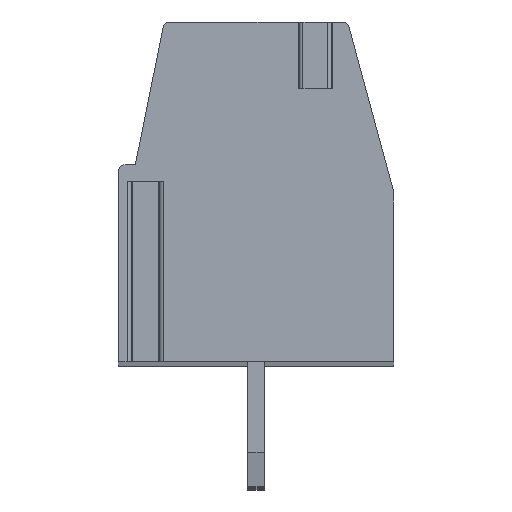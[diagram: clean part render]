
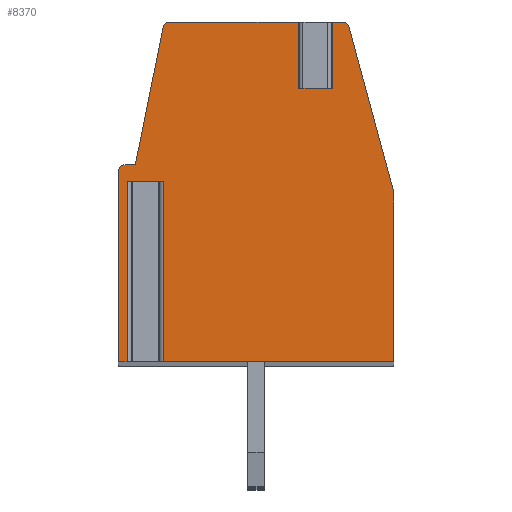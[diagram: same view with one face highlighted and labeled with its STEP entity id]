
A CAD part, top view. The second image highlights one B-rep face of the part: STEP entity #8370.
In plain terms, the highlighted planar face has unit normal (0, 0, 1).
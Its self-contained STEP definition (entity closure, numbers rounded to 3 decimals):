
#13=DIRECTION('',(-1.,0.,0.));
#14=VECTOR('',#13,1.07);
#15=CARTESIAN_POINT('',(-2.72,0.3,68.58));
#16=LINE('',#15,#14);
#17=DIRECTION('',(0.,-1.,0.));
#18=VECTOR('',#17,5.3);
#19=CARTESIAN_POINT('',(-3.79,0.3,68.58));
#20=LINE('',#19,#18);
#21=DIRECTION('',(1.,0.,0.));
#22=VECTOR('',#21,0.26);
#23=CARTESIAN_POINT('',(-4.05,-5.,68.58));
#24=LINE('',#23,#22);
#25=DIRECTION('',(0.,-1.,0.));
#26=VECTOR('',#25,5.6);
#27=CARTESIAN_POINT('',(-4.05,0.6,68.58));
#28=LINE('',#27,#26);
#29=CARTESIAN_POINT('',(-3.85,0.6,68.58));
#30=DIRECTION('',(0.,0.,1.));
#31=DIRECTION('',(0.,1.,0.));
#32=AXIS2_PLACEMENT_3D('',#29,#30,#31);
#34=DIRECTION('',(-1.,0.,0.));
#35=VECTOR('',#34,0.3);
#36=CARTESIAN_POINT('',(-3.55,0.8,68.58));
#37=LINE('',#36,#35);
#38=DIRECTION('',(-0.198,-0.98,0.));
#39=VECTOR('',#38,4.122);
#40=CARTESIAN_POINT('',(-2.732,4.84,68.58));
#41=LINE('',#40,#39);
#42=CARTESIAN_POINT('',(-2.536,4.8,68.58));
#43=DIRECTION('',(0.,0.,1.));
#44=DIRECTION('',(0.,1.,0.));
#45=AXIS2_PLACEMENT_3D('',#42,#43,#44);
#47=DIRECTION('',(-1.,0.,0.));
#48=VECTOR('',#47,3.981);
#49=CARTESIAN_POINT('',(1.445,5.,68.58));
#50=LINE('',#49,#48);
#51=DIRECTION('',(0.,-1.,0.));
#52=VECTOR('',#51,1.95);
#53=CARTESIAN_POINT('',(1.445,5.,68.58));
#54=LINE('',#53,#52);
#55=DIRECTION('',(-1.,0.,0.));
#56=VECTOR('',#55,0.6);
#57=CARTESIAN_POINT('',(2.045,3.05,68.58));
#58=LINE('',#57,#56);
#59=DIRECTION('',(0.,-1.,0.));
#60=VECTOR('',#59,1.95);
#61=CARTESIAN_POINT('',(2.045,5.,68.58));
#62=LINE('',#61,#60);
#63=DIRECTION('',(-1.,0.,0.));
#64=VECTOR('',#63,0.502);
#65=CARTESIAN_POINT('',(2.547,5.,68.58));
#66=LINE('',#65,#64);
#67=CARTESIAN_POINT('',(2.547,4.8,68.58));
#68=DIRECTION('',(0.,0.,1.));
#69=DIRECTION('',(0.965,0.261,0.));
#70=AXIS2_PLACEMENT_3D('',#67,#68,#69);
#72=DIRECTION('',(-0.261,0.965,0.));
#73=VECTOR('',#72,5.026);
#74=CARTESIAN_POINT('',(4.05,0.,68.58));
#75=LINE('',#74,#73);
#76=DIRECTION('',(0.,1.,0.));
#77=VECTOR('',#76,5.);
#78=CARTESIAN_POINT('',(4.05,-5.,68.58));
#79=LINE('',#78,#77);
#80=DIRECTION('',(1.,0.,0.));
#81=VECTOR('',#80,6.77);
#82=CARTESIAN_POINT('',(-2.72,-5.,68.58));
#83=LINE('',#82,#81);
#84=DIRECTION('',(0.,-1.,0.));
#85=VECTOR('',#84,5.3);
#86=CARTESIAN_POINT('',(-2.72,0.3,68.58));
#87=LINE('',#86,#85);
#6527=CARTESIAN_POINT('',(4.05,0.,68.58));
#6528=CARTESIAN_POINT('',(2.74,4.852,68.58));
#6529=VERTEX_POINT('',#6527);
#6530=VERTEX_POINT('',#6528);
#6531=CARTESIAN_POINT('',(2.547,5.,68.58));
#6532=VERTEX_POINT('',#6531);
#6533=CARTESIAN_POINT('',(-2.536,5.,68.58));
#6534=CARTESIAN_POINT('',(-2.732,4.84,68.58));
#6535=VERTEX_POINT('',#6533);
#6536=VERTEX_POINT('',#6534);
#6537=CARTESIAN_POINT('',(-3.55,0.8,68.58));
#6538=VERTEX_POINT('',#6537);
#6539=CARTESIAN_POINT('',(-3.85,0.8,68.58));
#6540=VERTEX_POINT('',#6539);
#6541=CARTESIAN_POINT('',(-4.05,0.6,68.58));
#6542=VERTEX_POINT('',#6541);
#6543=CARTESIAN_POINT('',(-4.05,-5.,68.58));
#6544=VERTEX_POINT('',#6543);
#6545=CARTESIAN_POINT('',(4.05,-5.,68.58));
#6546=VERTEX_POINT('',#6545);
#6607=CARTESIAN_POINT('',(2.045,3.05,68.58));
#6608=CARTESIAN_POINT('',(1.445,3.05,68.58));
#6609=VERTEX_POINT('',#6607);
#6610=VERTEX_POINT('',#6608);
#6611=CARTESIAN_POINT('',(1.445,5.,68.58));
#6612=VERTEX_POINT('',#6611);
#6613=CARTESIAN_POINT('',(2.045,5.,68.58));
#6614=VERTEX_POINT('',#6613);
#6627=CARTESIAN_POINT('',(-2.72,0.3,68.58));
#6628=CARTESIAN_POINT('',(-3.79,0.3,68.58));
#6629=VERTEX_POINT('',#6627);
#6630=VERTEX_POINT('',#6628);
#6631=CARTESIAN_POINT('',(-2.72,-5.,68.58));
#6632=VERTEX_POINT('',#6631);
#6633=CARTESIAN_POINT('',(-3.79,-5.,68.58));
#6634=VERTEX_POINT('',#6633);
#8327=CARTESIAN_POINT('',(0.,0.,68.58));
#8328=DIRECTION('',(0.,0.,1.));
#8329=DIRECTION('',(1.,0.,0.));
#8330=AXIS2_PLACEMENT_3D('',#8327,#8328,#8329);
#8331=PLANE('',#8330);
#8333=ORIENTED_EDGE('',*,*,#8332,.T.);
#8335=ORIENTED_EDGE('',*,*,#8334,.T.);
#8337=ORIENTED_EDGE('',*,*,#8336,.F.);
#8339=ORIENTED_EDGE('',*,*,#8338,.F.);
#8341=ORIENTED_EDGE('',*,*,#8340,.F.);
#8343=ORIENTED_EDGE('',*,*,#8342,.F.);
#8345=ORIENTED_EDGE('',*,*,#8344,.F.);
#8347=ORIENTED_EDGE('',*,*,#8346,.F.);
#8349=ORIENTED_EDGE('',*,*,#8348,.F.);
#8351=ORIENTED_EDGE('',*,*,#8350,.T.);
#8353=ORIENTED_EDGE('',*,*,#8352,.F.);
#8355=ORIENTED_EDGE('',*,*,#8354,.F.);
#8357=ORIENTED_EDGE('',*,*,#8356,.F.);
#8359=ORIENTED_EDGE('',*,*,#8358,.F.);
#8361=ORIENTED_EDGE('',*,*,#8360,.F.);
#8363=ORIENTED_EDGE('',*,*,#8362,.F.);
#8365=ORIENTED_EDGE('',*,*,#8364,.F.);
#8367=ORIENTED_EDGE('',*,*,#8366,.F.);
#8368=EDGE_LOOP('',(#8333,#8335,#8337,#8339,#8341,#8343,#8345,#8347,#8349,#8351,
#8353,#8355,#8357,#8359,#8361,#8363,#8365,#8367));
#8369=FACE_OUTER_BOUND('',#8368,.F.);
#33=CIRCLE('',#32,0.2);
#46=CIRCLE('',#45,0.2);
#71=CIRCLE('',#70,0.2);
#8332=EDGE_CURVE('',#6629,#6630,#16,.T.);
#8334=EDGE_CURVE('',#6630,#6634,#20,.T.);
#8336=EDGE_CURVE('',#6544,#6634,#24,.T.);
#8338=EDGE_CURVE('',#6542,#6544,#28,.T.);
#8340=EDGE_CURVE('',#6540,#6542,#33,.T.);
#8342=EDGE_CURVE('',#6538,#6540,#37,.T.);
#8344=EDGE_CURVE('',#6536,#6538,#41,.T.);
#8346=EDGE_CURVE('',#6535,#6536,#46,.T.);
#8348=EDGE_CURVE('',#6612,#6535,#50,.T.);
#8350=EDGE_CURVE('',#6612,#6610,#54,.T.);
#8352=EDGE_CURVE('',#6609,#6610,#58,.T.);
#8354=EDGE_CURVE('',#6614,#6609,#62,.T.);
#8356=EDGE_CURVE('',#6532,#6614,#66,.T.);
#8358=EDGE_CURVE('',#6530,#6532,#71,.T.);
#8360=EDGE_CURVE('',#6529,#6530,#75,.T.);
#8362=EDGE_CURVE('',#6546,#6529,#79,.T.);
#8364=EDGE_CURVE('',#6632,#6546,#83,.T.);
#8366=EDGE_CURVE('',#6629,#6632,#87,.T.);
#8370=ADVANCED_FACE('',(#8369),#8331,.T.);
